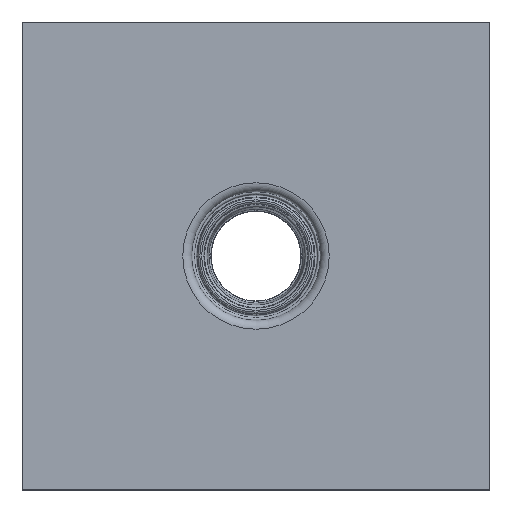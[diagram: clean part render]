
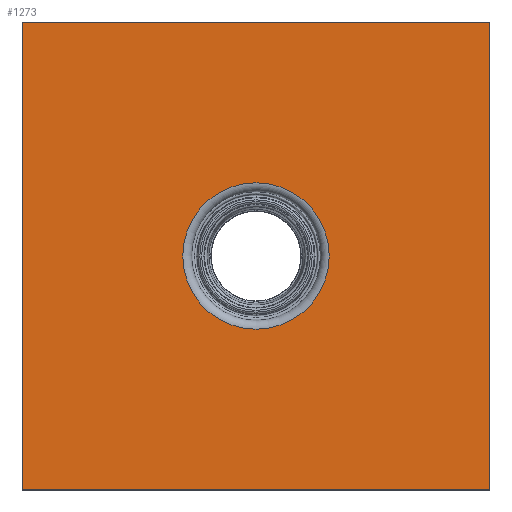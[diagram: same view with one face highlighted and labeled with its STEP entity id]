
A CAD part, top view. The second image highlights one B-rep face of the part: STEP entity #1273.
In plain terms, the highlighted planar face has unit normal (0, 0, 1).
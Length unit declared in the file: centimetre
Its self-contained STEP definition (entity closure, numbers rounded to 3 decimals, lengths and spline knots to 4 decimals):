
#40=FACE_BOUND('',#362,.T.);
#110=CIRCLE('',#1383,78.2516);
#275=FACE_OUTER_BOUND('',#361,.T.);
#361=EDGE_LOOP('',(#931,#932,#933,#934));
#362=EDGE_LOOP('',(#935));
#441=LINE('',#2086,#492);
#443=LINE('',#2092,#494);
#446=LINE('',#2097,#497);
#449=LINE('',#2101,#500);
#492=VECTOR('',#1580,1.);
#494=VECTOR('',#1584,1.);
#497=VECTOR('',#1589,1.);
#500=VECTOR('',#1594,1.);
#541=VERTEX_POINT('',#2080);
#543=VERTEX_POINT('',#2084);
#544=VERTEX_POINT('',#2088);
#546=VERTEX_POINT('',#2091);
#565=VERTEX_POINT('',#2159);
#666=EDGE_CURVE('',#541,#543,#441,.T.);
#668=EDGE_CURVE('',#546,#544,#443,.T.);
#671=EDGE_CURVE('',#543,#546,#446,.T.);
#674=EDGE_CURVE('',#541,#544,#449,.T.);
#702=EDGE_CURVE('',#565,#565,#110,.T.);
#931=ORIENTED_EDGE('',*,*,#674,.F.);
#932=ORIENTED_EDGE('',*,*,#666,.T.);
#933=ORIENTED_EDGE('',*,*,#671,.T.);
#934=ORIENTED_EDGE('',*,*,#668,.T.);
#935=ORIENTED_EDGE('',*,*,#702,.T.);
#1243=PLANE('',#1386);
#1273=ADVANCED_FACE('',(#275,#40),#1243,.T.);
#1383=AXIS2_PLACEMENT_3D('',#2160,#1668,#1669);
#1386=AXIS2_PLACEMENT_3D('',#2163,#1674,#1675);
#1580=DIRECTION('',(1.,0.,0.));
#1584=DIRECTION('',(-1.,0.,0.));
#1589=DIRECTION('',(0.,1.,0.));
#1594=DIRECTION('',(0.,1.,0.));
#1668=DIRECTION('center_axis',(0.,0.,-1.));
#1669=DIRECTION('ref_axis',(1.,0.,0.));
#1674=DIRECTION('center_axis',(0.,0.,1.));
#1675=DIRECTION('ref_axis',(0.,1.,0.));
#2080=CARTESIAN_POINT('',(-250.,-250.,251.5));
#2084=CARTESIAN_POINT('',(250.,-250.,251.5));
#2086=CARTESIAN_POINT('',(0.,-250.,251.5));
#2088=CARTESIAN_POINT('',(-250.,250.,251.5));
#2091=CARTESIAN_POINT('',(250.,250.,251.5));
#2092=CARTESIAN_POINT('',(0.,250.,251.5));
#2097=CARTESIAN_POINT('',(250.,0.,251.5));
#2101=CARTESIAN_POINT('',(-250.,0.,251.5));
#2159=CARTESIAN_POINT('',(0.,-78.2516,251.5));
#2160=CARTESIAN_POINT('Origin',(0.,0.,251.5));
#2163=CARTESIAN_POINT('Origin',(0.,0.,251.5));
